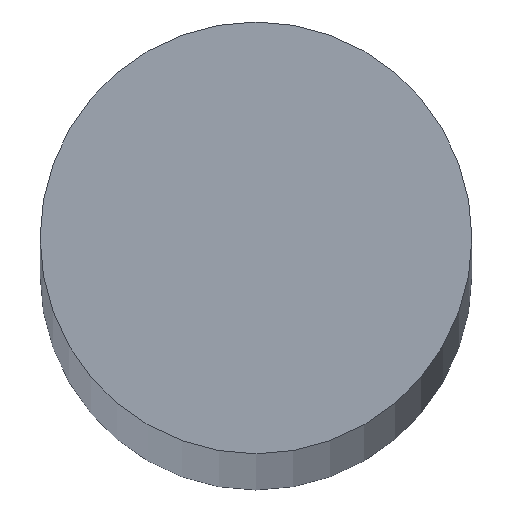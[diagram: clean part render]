
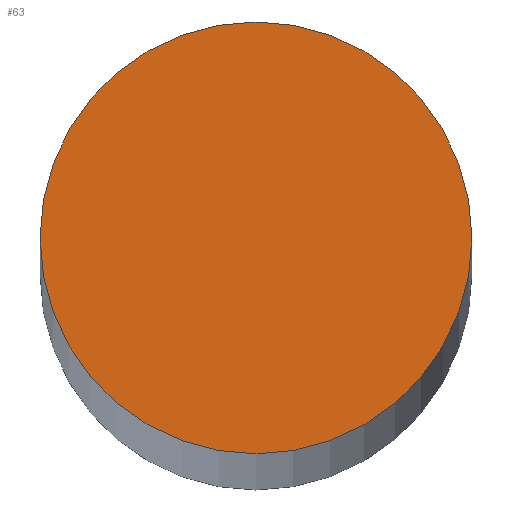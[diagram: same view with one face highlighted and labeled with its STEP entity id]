
A CAD part, top view. The second image highlights one B-rep face of the part: STEP entity #63.
In plain terms, the highlighted planar face has unit normal (0, 0, 1).
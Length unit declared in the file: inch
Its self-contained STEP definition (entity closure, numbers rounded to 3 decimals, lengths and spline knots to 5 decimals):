
#14=PLANE('',#73);
#18=FACE_OUTER_BOUND('',#22,.T.);
#22=EDGE_LOOP('',(#50,#51));
#28=CIRCLE('',#68,0.1875);
#30=CIRCLE('',#71,0.1875);
#32=VERTEX_POINT('',#97);
#33=VERTEX_POINT('',#98);
#36=EDGE_CURVE('',#32,#33,#28,.T.);
#40=EDGE_CURVE('',#33,#32,#30,.T.);
#50=ORIENTED_EDGE('',*,*,#40,.T.);
#51=ORIENTED_EDGE('',*,*,#36,.T.);
#63=ADVANCED_FACE('',(#18),#14,.T.);
#68=AXIS2_PLACEMENT_3D('',#99,#79,#80);
#71=AXIS2_PLACEMENT_3D('',#106,#87,#88);
#73=AXIS2_PLACEMENT_3D('',#108,#91,#92);
#79=DIRECTION('center_axis',(0.,0.,1.));
#80=DIRECTION('ref_axis',(1.,0.,0.));
#87=DIRECTION('center_axis',(0.,0.,1.));
#88=DIRECTION('ref_axis',(1.,0.,0.));
#91=DIRECTION('center_axis',(0.,0.,1.));
#92=DIRECTION('ref_axis',(1.,0.,0.));
#97=CARTESIAN_POINT('',(0.1875,0.,9.));
#98=CARTESIAN_POINT('',(-0.1875,0.,9.));
#99=CARTESIAN_POINT('Origin',(0.,0.,9.));
#106=CARTESIAN_POINT('Origin',(0.,0.,9.));
#108=CARTESIAN_POINT('Origin',(0.,0.,9.));
